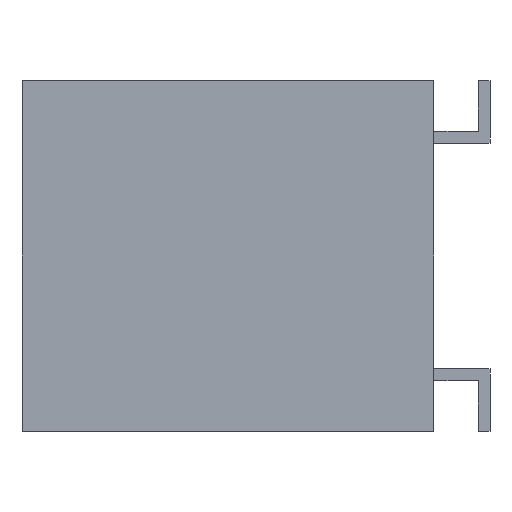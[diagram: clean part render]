
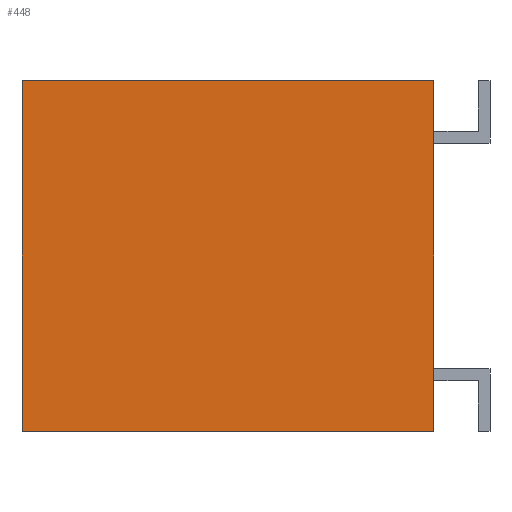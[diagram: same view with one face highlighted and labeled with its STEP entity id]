
A CAD part, left-side view. The second image highlights one B-rep face of the part: STEP entity #448.
In plain terms, the highlighted planar face has unit normal (-1, 0, 0).
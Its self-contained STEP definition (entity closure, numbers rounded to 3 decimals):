
#13 = EDGE_CURVE ( 'NONE', #1186, #876, #3939, .T. ) ;
#243 = LINE ( 'NONE', #2863, #3125 ) ;
#405 = EDGE_LOOP ( 'NONE', ( #3163, #3520, #4250, #3555 ) ) ;
#441 = EDGE_CURVE ( 'NONE', #4401, #1186, #555, .T. ) ;
#448 = ADVANCED_FACE ( 'NONE', ( #2997 ), #5168, .F. ) ;
#549 = VERTEX_POINT ( 'NONE', #3705 ) ;
#555 = LINE ( 'NONE', #3154, #2587 ) ;
#617 = AXIS2_PLACEMENT_3D ( 'NONE', #4393, #1214, #1523 ) ;
#876 = VERTEX_POINT ( 'NONE', #1454 ) ;
#1186 = VERTEX_POINT ( 'NONE', #1368 ) ;
#1214 = DIRECTION ( 'NONE',  ( 1., 0., 0. ) ) ;
#1368 = CARTESIAN_POINT ( 'NONE',  ( 0., 0., -7.5 ) ) ;
#1454 = CARTESIAN_POINT ( 'NONE',  ( 0., 0., 0. ) ) ;
#1523 = DIRECTION ( 'NONE',  ( 0., 0., -1. ) ) ;
#1549 = DIRECTION ( 'NONE',  ( 0., 0., 1. ) ) ;
#1872 = EDGE_CURVE ( 'NONE', #4401, #549, #3655, .T. ) ;
#2022 = VECTOR ( 'NONE', #4189, 1000. ) ;
#2541 = EDGE_CURVE ( 'NONE', #549, #876, #243, .T. ) ;
#2587 = VECTOR ( 'NONE', #2680, 1000. ) ;
#2636 = CARTESIAN_POINT ( 'NONE',  ( 0., 8.8, -7.5 ) ) ;
#2680 = DIRECTION ( 'NONE',  ( 0., -1., 0. ) ) ;
#2849 = CARTESIAN_POINT ( 'NONE',  ( 0., 8.8, 0. ) ) ;
#2863 = CARTESIAN_POINT ( 'NONE',  ( 0., 8.8, 0. ) ) ;
#2997 = FACE_OUTER_BOUND ( 'NONE', #405, .T. ) ;
#3125 = VECTOR ( 'NONE', #4495, 1000. ) ;
#3154 = CARTESIAN_POINT ( 'NONE',  ( 0., 8.8, -7.5 ) ) ;
#3163 = ORIENTED_EDGE ( 'NONE', *, *, #13, .T. ) ;
#3520 = ORIENTED_EDGE ( 'NONE', *, *, #2541, .F. ) ;
#3555 = ORIENTED_EDGE ( 'NONE', *, *, #441, .T. ) ;
#3655 = LINE ( 'NONE', #2849, #4996 ) ;
#3705 = CARTESIAN_POINT ( 'NONE',  ( 0., 8.8, 0. ) ) ;
#3939 = LINE ( 'NONE', #4587, #2022 ) ;
#4189 = DIRECTION ( 'NONE',  ( 0., 0., 1. ) ) ;
#4250 = ORIENTED_EDGE ( 'NONE', *, *, #1872, .F. ) ;
#4393 = CARTESIAN_POINT ( 'NONE',  ( 0., 8.8, 0. ) ) ;
#4401 = VERTEX_POINT ( 'NONE', #2636 ) ;
#4495 = DIRECTION ( 'NONE',  ( 0., -1., 0. ) ) ;
#4587 = CARTESIAN_POINT ( 'NONE',  ( 0., 0., 0. ) ) ;
#4996 = VECTOR ( 'NONE', #1549, 1000. ) ;
#5168 = PLANE ( 'NONE',  #617 ) ;
